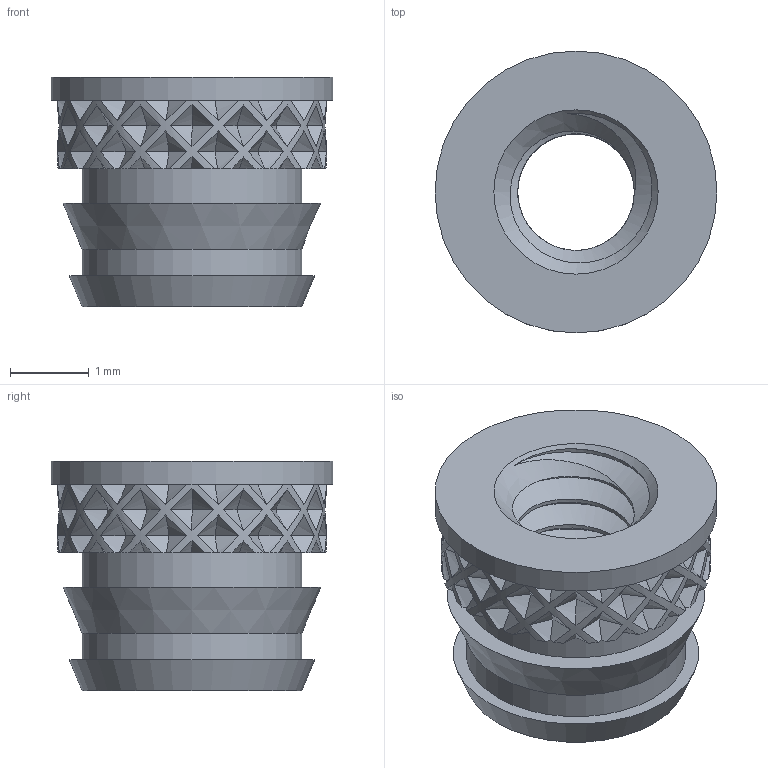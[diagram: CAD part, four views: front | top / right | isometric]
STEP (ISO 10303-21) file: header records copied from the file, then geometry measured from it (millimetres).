
FILE_DESCRIPTION(/* description */ (''),/* implementation_level */ '2;1');
FILE_NAME(/* name */ 'M2 Insert_v1.step',/* time_stamp */ '2024-02-15T15:49:50-05:00',/* author */ (''),/* organization */ (''),/* preprocessor_version */ 'ST-DEVELOPER v20',/* originating_system */ 'Autodesk Translation Framework v12.20.1.177',/* authorisation */ '');
FILE_SCHEMA (('AUTOMOTIVE_DESIGN { 1 0 10303 214 3 1 1 }'));
Length unit declared in the file: millimetre
Products named in the file (1): M2 Insert
Bounding box: 3.58 x 3.58 x 2.92 mm (x, y, z)
Volume: 14.9 mm3; surface area: 77.7 mm2
Topology: 1 solids, 1 shells, 217 faces, 552 edges, 356 vertices
Faces by surface type: bspline 195, cylinder 12, plane 6, cone 4
Full cylindrical faces by diameter (mm): 2 x6, 2.79 x2, 3.417 x1, 3.58 x1
Entity records: 11102 total; most frequent: CARTESIAN_POINT 6835, ORIENTED_EDGE 1104, DIRECTION 572, EDGE_CURVE 552, VERTEX_POINT 356, EDGE_LOOP 238, FACE_OUTER_BOUND 217, ADVANCED_FACE 217
